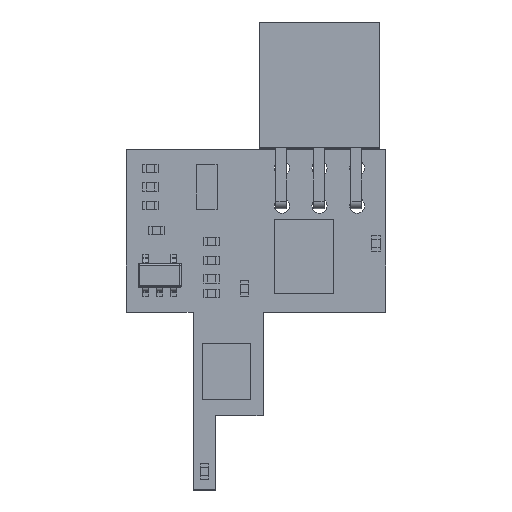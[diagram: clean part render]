
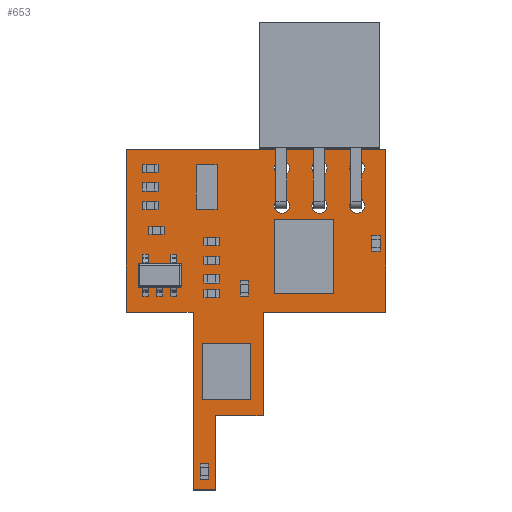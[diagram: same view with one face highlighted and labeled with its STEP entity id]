
A CAD part, top view. The second image highlights one B-rep face of the part: STEP entity #653.
In plain terms, the highlighted planar face has unit normal (0, 0, 1).
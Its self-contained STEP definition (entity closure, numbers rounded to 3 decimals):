
#116 = VERTEX_POINT('',#117);
#117 = CARTESIAN_POINT('',(121.,104.,0.411));
#123 = EDGE_CURVE('',#116,#124,#126,.T.);
#124 = VERTEX_POINT('',#125);
#125 = CARTESIAN_POINT('',(121.,116.,0.411));
#126 = LINE('',#127,#128);
#127 = CARTESIAN_POINT('',(121.,104.,0.411));
#128 = VECTOR('',#129,1.);
#129 = DIRECTION('',(0.,1.,0.));
#154 = EDGE_CURVE('',#124,#155,#157,.T.);
#155 = VERTEX_POINT('',#156);
#156 = CARTESIAN_POINT('',(116.5,116.,0.411));
#157 = LINE('',#158,#159);
#158 = CARTESIAN_POINT('',(121.,116.,0.411));
#159 = VECTOR('',#160,1.);
#160 = DIRECTION('',(-1.,0.,0.));
#185 = EDGE_CURVE('',#155,#186,#188,.T.);
#186 = VERTEX_POINT('',#187);
#187 = CARTESIAN_POINT('',(116.5,127.,0.411));
#188 = LINE('',#189,#190);
#189 = CARTESIAN_POINT('',(116.5,116.,0.411));
#190 = VECTOR('',#191,1.);
#191 = DIRECTION('',(0.,1.,0.));
#216 = EDGE_CURVE('',#186,#217,#219,.T.);
#217 = VERTEX_POINT('',#218);
#218 = CARTESIAN_POINT('',(134.,127.,0.411));
#219 = LINE('',#220,#221);
#220 = CARTESIAN_POINT('',(116.5,127.,0.411));
#221 = VECTOR('',#222,1.);
#222 = DIRECTION('',(1.,0.,0.));
#247 = EDGE_CURVE('',#217,#248,#250,.T.);
#248 = VERTEX_POINT('',#249);
#249 = CARTESIAN_POINT('',(134.,116.,0.411));
#250 = LINE('',#251,#252);
#251 = CARTESIAN_POINT('',(134.,127.,0.411));
#252 = VECTOR('',#253,1.);
#253 = DIRECTION('',(0.,-1.,0.));
#278 = EDGE_CURVE('',#248,#279,#281,.T.);
#279 = VERTEX_POINT('',#280);
#280 = CARTESIAN_POINT('',(125.73,116.,0.411));
#281 = LINE('',#282,#283);
#282 = CARTESIAN_POINT('',(134.,116.,0.411));
#283 = VECTOR('',#284,1.);
#284 = DIRECTION('',(-1.,0.,0.));
#309 = EDGE_CURVE('',#279,#310,#312,.T.);
#310 = VERTEX_POINT('',#311);
#311 = CARTESIAN_POINT('',(125.73,109.,0.411));
#312 = LINE('',#313,#314);
#313 = CARTESIAN_POINT('',(125.73,116.,0.411));
#314 = VECTOR('',#315,1.);
#315 = DIRECTION('',(0.,-1.,0.));
#340 = EDGE_CURVE('',#310,#341,#343,.T.);
#341 = VERTEX_POINT('',#342);
#342 = CARTESIAN_POINT('',(122.5,109.,0.411));
#343 = LINE('',#344,#345);
#344 = CARTESIAN_POINT('',(125.73,109.,0.411));
#345 = VECTOR('',#346,1.);
#346 = DIRECTION('',(-1.,0.,0.));
#371 = EDGE_CURVE('',#341,#372,#374,.T.);
#372 = VERTEX_POINT('',#373);
#373 = CARTESIAN_POINT('',(122.5,104.,0.411));
#374 = LINE('',#375,#376);
#375 = CARTESIAN_POINT('',(122.5,109.,0.411));
#376 = VECTOR('',#377,1.);
#377 = DIRECTION('',(0.,-1.,0.));
#402 = EDGE_CURVE('',#372,#116,#403,.T.);
#403 = LINE('',#404,#405);
#404 = CARTESIAN_POINT('',(122.5,104.,0.411));
#405 = VECTOR('',#406,1.);
#406 = DIRECTION('',(-1.,0.,0.));
#426 = VERTEX_POINT('',#427);
#427 = CARTESIAN_POINT('',(127.51,123.19,0.411));
#433 = EDGE_CURVE('',#426,#426,#434,.T.);
#434 = CIRCLE('',#435,0.51);
#435 = AXIS2_PLACEMENT_3D('',#436,#437,#438);
#436 = CARTESIAN_POINT('',(127.,123.19,0.411));
#437 = DIRECTION('',(0.,0.,1.));
#438 = DIRECTION('',(1.,0.,0.));
#459 = VERTEX_POINT('',#460);
#460 = CARTESIAN_POINT('',(127.51,125.73,0.411));
#466 = EDGE_CURVE('',#459,#459,#467,.T.);
#467 = CIRCLE('',#468,0.51);
#468 = AXIS2_PLACEMENT_3D('',#469,#470,#471);
#469 = CARTESIAN_POINT('',(127.,125.73,0.411));
#470 = DIRECTION('',(0.,0.,1.));
#471 = DIRECTION('',(1.,0.,0.));
#492 = VERTEX_POINT('',#493);
#493 = CARTESIAN_POINT('',(130.05,125.73,0.411));
#499 = EDGE_CURVE('',#492,#492,#500,.T.);
#500 = CIRCLE('',#501,0.51);
#501 = AXIS2_PLACEMENT_3D('',#502,#503,#504);
#502 = CARTESIAN_POINT('',(129.54,125.73,0.411));
#503 = DIRECTION('',(0.,0.,1.));
#504 = DIRECTION('',(1.,0.,0.));
#525 = VERTEX_POINT('',#526);
#526 = CARTESIAN_POINT('',(130.05,123.19,0.411));
#532 = EDGE_CURVE('',#525,#525,#533,.T.);
#533 = CIRCLE('',#534,0.51);
#534 = AXIS2_PLACEMENT_3D('',#535,#536,#537);
#535 = CARTESIAN_POINT('',(129.54,123.19,0.411));
#536 = DIRECTION('',(0.,0.,1.));
#537 = DIRECTION('',(1.,0.,0.));
#558 = VERTEX_POINT('',#559);
#559 = CARTESIAN_POINT('',(132.59,125.73,0.411));
#565 = EDGE_CURVE('',#558,#558,#566,.T.);
#566 = CIRCLE('',#567,0.51);
#567 = AXIS2_PLACEMENT_3D('',#568,#569,#570);
#568 = CARTESIAN_POINT('',(132.08,125.73,0.411));
#569 = DIRECTION('',(0.,0.,1.));
#570 = DIRECTION('',(1.,0.,0.));
#591 = VERTEX_POINT('',#592);
#592 = CARTESIAN_POINT('',(132.59,123.19,0.411));
#598 = EDGE_CURVE('',#591,#591,#599,.T.);
#599 = CIRCLE('',#600,0.51);
#600 = AXIS2_PLACEMENT_3D('',#601,#602,#603);
#601 = CARTESIAN_POINT('',(132.08,123.19,0.411));
#602 = DIRECTION('',(0.,0.,1.));
#603 = DIRECTION('',(1.,0.,0.));
#653 = ADVANCED_FACE('',(#654,#666,#669,#672,#675,#678,#681),#684,.F.);
#654 = FACE_BOUND('',#655,.F.);
#655 = EDGE_LOOP('',(#656,#657,#658,#659,#660,#661,#662,#663,#664,#665)
  );
#656 = ORIENTED_EDGE('',*,*,#123,.T.);
#657 = ORIENTED_EDGE('',*,*,#154,.T.);
#658 = ORIENTED_EDGE('',*,*,#185,.T.);
#659 = ORIENTED_EDGE('',*,*,#216,.T.);
#660 = ORIENTED_EDGE('',*,*,#247,.T.);
#661 = ORIENTED_EDGE('',*,*,#278,.T.);
#662 = ORIENTED_EDGE('',*,*,#309,.T.);
#663 = ORIENTED_EDGE('',*,*,#340,.T.);
#664 = ORIENTED_EDGE('',*,*,#371,.T.);
#665 = ORIENTED_EDGE('',*,*,#402,.T.);
#666 = FACE_BOUND('',#667,.F.);
#667 = EDGE_LOOP('',(#668));
#668 = ORIENTED_EDGE('',*,*,#433,.T.);
#669 = FACE_BOUND('',#670,.F.);
#670 = EDGE_LOOP('',(#671));
#671 = ORIENTED_EDGE('',*,*,#466,.T.);
#672 = FACE_BOUND('',#673,.F.);
#673 = EDGE_LOOP('',(#674));
#674 = ORIENTED_EDGE('',*,*,#499,.T.);
#675 = FACE_BOUND('',#676,.F.);
#676 = EDGE_LOOP('',(#677));
#677 = ORIENTED_EDGE('',*,*,#532,.T.);
#678 = FACE_BOUND('',#679,.F.);
#679 = EDGE_LOOP('',(#680));
#680 = ORIENTED_EDGE('',*,*,#565,.T.);
#681 = FACE_BOUND('',#682,.F.);
#682 = EDGE_LOOP('',(#683));
#683 = ORIENTED_EDGE('',*,*,#598,.T.);
#684 = PLANE('',#685);
#685 = AXIS2_PLACEMENT_3D('',#686,#687,#688);
#686 = CARTESIAN_POINT('',(121.,104.,0.411));
#687 = DIRECTION('',(0.,0.,-1.));
#688 = DIRECTION('',(-1.,0.,0.));
